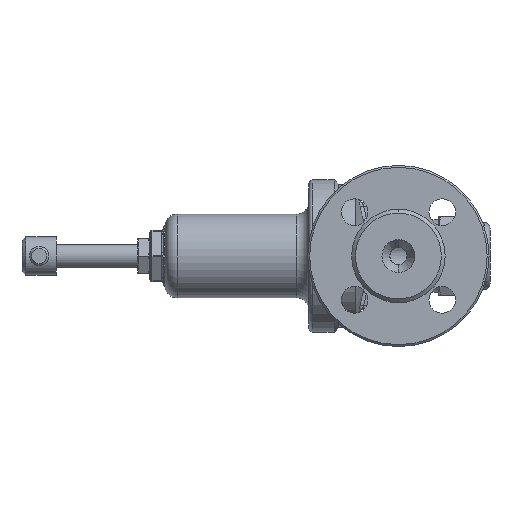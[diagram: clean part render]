
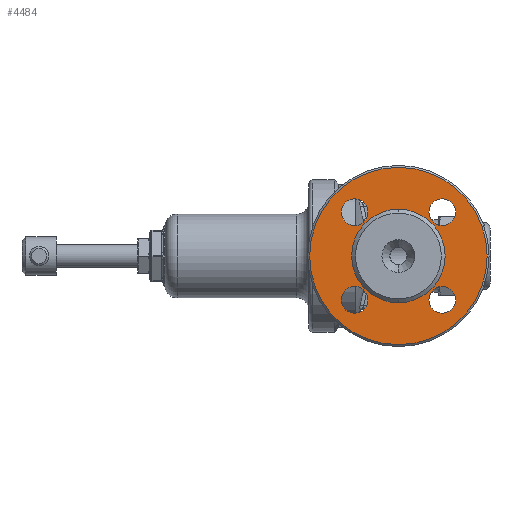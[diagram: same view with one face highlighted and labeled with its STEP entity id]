
A CAD part, left-side view. The second image highlights one B-rep face of the part: STEP entity #4484.
In plain terms, the highlighted planar face has unit normal (-1, 0, 0).
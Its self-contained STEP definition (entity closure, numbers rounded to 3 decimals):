
#629 = EDGE_CURVE ( 'NONE', #10763, #14142, #8125, .T. ) ;
#1072 = EDGE_CURVE ( 'NONE', #14142, #10763, #7911, .T. ) ;
#1088 = ORIENTED_EDGE ( 'NONE', *, *, #7417, .T. ) ;
#1204 = EDGE_CURVE ( 'NONE', #7228, #2444, #11272, .T. ) ;
#1211 = EDGE_LOOP ( 'NONE', ( #7107, #4122 ) ) ;
#1362 = EDGE_LOOP ( 'NONE', ( #1088, #12137 ) ) ;
#1734 = FACE_BOUND ( 'NONE', #1362, .T. ) ;
#1826 = DIRECTION ( 'NONE',  ( 0., 0., 1. ) ) ;
#1995 = EDGE_LOOP ( 'NONE', ( #10046, #11333 ) ) ;
#1999 = FACE_OUTER_BOUND ( 'NONE', #4800, .T. ) ;
#2196 = FACE_BOUND ( 'NONE', #16142, .T. ) ;
#2419 = EDGE_CURVE ( 'NONE', #7036, #4415, #17438, .T. ) ;
#2444 = VERTEX_POINT ( 'NONE', #7852 ) ;
#2630 = FACE_BOUND ( 'NONE', #1211, .T. ) ;
#2861 = AXIS2_PLACEMENT_3D ( 'NONE', #16169, #7128, #12156 ) ;
#2899 = FACE_BOUND ( 'NONE', #14236, .T. ) ;
#2938 = AXIS2_PLACEMENT_3D ( 'NONE', #14731, #14709, #14664 ) ;
#3422 = DIRECTION ( 'NONE',  ( 0., 0., 1. ) ) ;
#3462 = DIRECTION ( 'NONE',  ( 1., 0., 0. ) ) ;
#3470 = CARTESIAN_POINT ( 'NONE',  ( -63., 22.981, 22.981 ) ) ;
#3509 = PLANE ( 'NONE',  #7281 ) ;
#3602 = DIRECTION ( 'NONE',  ( 0., 0., 1. ) ) ;
#3653 = DIRECTION ( 'NONE',  ( 1., 0., 0. ) ) ;
#3669 = CARTESIAN_POINT ( 'NONE',  ( -63., 22.981, -22.981 ) ) ;
#3788 = CARTESIAN_POINT ( 'NONE',  ( -63., 24.5, 0. ) ) ;
#4087 = VERTEX_POINT ( 'NONE', #17235 ) ;
#4109 = CIRCLE ( 'NONE', #14744, 7. ) ;
#4122 = ORIENTED_EDGE ( 'NONE', *, *, #2419, .T. ) ;
#4248 = CARTESIAN_POINT ( 'NONE',  ( -63., -22.981, -15.981 ) ) ;
#4405 = AXIS2_PLACEMENT_3D ( 'NONE', #11951, #12151, #13678 ) ;
#4415 = VERTEX_POINT ( 'NONE', #9122 ) ;
#4484 = ADVANCED_FACE ( 'NONE', ( #1734, #2196, #2899, #2630, #1999, #16426 ), #3509, .T. ) ;
#4634 = AXIS2_PLACEMENT_3D ( 'NONE', #3669, #3653, #3602 ) ;
#4800 = EDGE_LOOP ( 'NONE', ( #10940, #8142 ) ) ;
#5247 = AXIS2_PLACEMENT_3D ( 'NONE', #7303, #7306, #7322 ) ;
#5251 = EDGE_CURVE ( 'NONE', #16026, #4087, #8670, .T. ) ;
#5273 = CARTESIAN_POINT ( 'NONE',  ( -63., -22.981, 15.981 ) ) ;
#5633 = AXIS2_PLACEMENT_3D ( 'NONE', #6141, #6087, #6082 ) ;
#5708 = VERTEX_POINT ( 'NONE', #5909 ) ;
#5789 = CARTESIAN_POINT ( 'NONE',  ( -63., 22.981, -15.981 ) ) ;
#5827 = ORIENTED_EDGE ( 'NONE', *, *, #9642, .T. ) ;
#5909 = CARTESIAN_POINT ( 'NONE',  ( -63., -22.981, 29.981 ) ) ;
#6024 = VERTEX_POINT ( 'NONE', #5273 ) ;
#6082 = DIRECTION ( 'NONE',  ( 0., 0., 1. ) ) ;
#6087 = DIRECTION ( 'NONE',  ( 1., 0., 0. ) ) ;
#6141 = CARTESIAN_POINT ( 'NONE',  ( -63., -22.981, -22.981 ) ) ;
#6235 = AXIS2_PLACEMENT_3D ( 'NONE', #16475, #14139, #13829 ) ;
#6600 = CARTESIAN_POINT ( 'NONE',  ( -63., 0., 24.5 ) ) ;
#6858 = CARTESIAN_POINT ( 'NONE',  ( -63., 0., 46.5 ) ) ;
#7036 = VERTEX_POINT ( 'NONE', #7831 ) ;
#7107 = ORIENTED_EDGE ( 'NONE', *, *, #7437, .T. ) ;
#7111 = EDGE_CURVE ( 'NONE', #5708, #6024, #7357, .T. ) ;
#7128 = DIRECTION ( 'NONE',  ( -1., 0., 0. ) ) ;
#7228 = VERTEX_POINT ( 'NONE', #6600 ) ;
#7281 = AXIS2_PLACEMENT_3D ( 'NONE', #3788, #13495, #1826 ) ;
#7303 = CARTESIAN_POINT ( 'NONE',  ( -63., -22.981, 22.981 ) ) ;
#7306 = DIRECTION ( 'NONE',  ( 1., 0., 0. ) ) ;
#7322 = DIRECTION ( 'NONE',  ( 0., 0., 1. ) ) ;
#7357 = CIRCLE ( 'NONE', #5247, 7. ) ;
#7417 = EDGE_CURVE ( 'NONE', #11911, #13423, #15091, .T. ) ;
#7437 = EDGE_CURVE ( 'NONE', #4415, #7036, #4109, .T. ) ;
#7702 = AXIS2_PLACEMENT_3D ( 'NONE', #17760, #7909, #17455 ) ;
#7831 = CARTESIAN_POINT ( 'NONE',  ( -63., 22.981, 29.981 ) ) ;
#7852 = CARTESIAN_POINT ( 'NONE',  ( -63., 0., -24.5 ) ) ;
#7909 = DIRECTION ( 'NONE',  ( 1., 0., 0. ) ) ;
#7910 = CARTESIAN_POINT ( 'NONE',  ( -63., 22.981, 22.981 ) ) ;
#7911 = CIRCLE ( 'NONE', #2861, 46.5 ) ;
#7930 = DIRECTION ( 'NONE',  ( 1., 0., 0. ) ) ;
#7949 = DIRECTION ( 'NONE',  ( 0., 0., 1. ) ) ;
#8119 = CIRCLE ( 'NONE', #7702, 7. ) ;
#8125 = CIRCLE ( 'NONE', #2938, 46.5 ) ;
#8142 = ORIENTED_EDGE ( 'NONE', *, *, #629, .T. ) ;
#8258 = DIRECTION ( 'NONE',  ( 0., 0., 1. ) ) ;
#8644 = AXIS2_PLACEMENT_3D ( 'NONE', #12042, #16529, #8258 ) ;
#8670 = CIRCLE ( 'NONE', #4405, 7. ) ;
#9122 = CARTESIAN_POINT ( 'NONE',  ( -63., 22.981, 15.981 ) ) ;
#9510 = EDGE_CURVE ( 'NONE', #6024, #5708, #16097, .T. ) ;
#9642 = EDGE_CURVE ( 'NONE', #4087, #16026, #12503, .T. ) ;
#10046 = ORIENTED_EDGE ( 'NONE', *, *, #12506, .F. ) ;
#10146 = DIRECTION ( 'NONE',  ( 0., 0., 1. ) ) ;
#10162 = ORIENTED_EDGE ( 'NONE', *, *, #7111, .T. ) ;
#10163 = DIRECTION ( 'NONE',  ( -1., 0., 0. ) ) ;
#10197 = CARTESIAN_POINT ( 'NONE',  ( -63., 0., 0. ) ) ;
#10763 = VERTEX_POINT ( 'NONE', #6858 ) ;
#10940 = ORIENTED_EDGE ( 'NONE', *, *, #1072, .T. ) ;
#11272 = CIRCLE ( 'NONE', #8644, 24.5 ) ;
#11285 = CARTESIAN_POINT ( 'NONE',  ( -63., 0., -46.5 ) ) ;
#11333 = ORIENTED_EDGE ( 'NONE', *, *, #1204, .F. ) ;
#11911 = VERTEX_POINT ( 'NONE', #16880 ) ;
#11951 = CARTESIAN_POINT ( 'NONE',  ( -63., -22.981, -22.981 ) ) ;
#12042 = CARTESIAN_POINT ( 'NONE',  ( -63., 0., 0. ) ) ;
#12137 = ORIENTED_EDGE ( 'NONE', *, *, #17382, .T. ) ;
#12151 = DIRECTION ( 'NONE',  ( 1., 0., 0. ) ) ;
#12156 = DIRECTION ( 'NONE',  ( 0., 0., 1. ) ) ;
#12503 = CIRCLE ( 'NONE', #5633, 7. ) ;
#12506 = EDGE_CURVE ( 'NONE', #2444, #7228, #17104, .T. ) ;
#12605 = AXIS2_PLACEMENT_3D ( 'NONE', #10197, #10163, #10146 ) ;
#13423 = VERTEX_POINT ( 'NONE', #5789 ) ;
#13495 = DIRECTION ( 'NONE',  ( -1., 0., 0. ) ) ;
#13678 = DIRECTION ( 'NONE',  ( 0., 0., 1. ) ) ;
#13829 = DIRECTION ( 'NONE',  ( 0., 0., 1. ) ) ;
#14139 = DIRECTION ( 'NONE',  ( 1., 0., 0. ) ) ;
#14142 = VERTEX_POINT ( 'NONE', #11285 ) ;
#14236 = EDGE_LOOP ( 'NONE', ( #16286, #10162 ) ) ;
#14664 = DIRECTION ( 'NONE',  ( 0., 0., 1. ) ) ;
#14709 = DIRECTION ( 'NONE',  ( -1., 0., 0. ) ) ;
#14731 = CARTESIAN_POINT ( 'NONE',  ( -63., 0., 0. ) ) ;
#14744 = AXIS2_PLACEMENT_3D ( 'NONE', #3470, #3462, #3422 ) ;
#15091 = CIRCLE ( 'NONE', #4634, 7. ) ;
#15097 = ORIENTED_EDGE ( 'NONE', *, *, #5251, .T. ) ;
#16026 = VERTEX_POINT ( 'NONE', #4248 ) ;
#16097 = CIRCLE ( 'NONE', #6235, 7. ) ;
#16142 = EDGE_LOOP ( 'NONE', ( #5827, #15097 ) ) ;
#16169 = CARTESIAN_POINT ( 'NONE',  ( -63., 0., 0. ) ) ;
#16286 = ORIENTED_EDGE ( 'NONE', *, *, #9510, .T. ) ;
#16426 = FACE_BOUND ( 'NONE', #1995, .T. ) ;
#16475 = CARTESIAN_POINT ( 'NONE',  ( -63., -22.981, 22.981 ) ) ;
#16529 = DIRECTION ( 'NONE',  ( -1., 0., 0. ) ) ;
#16880 = CARTESIAN_POINT ( 'NONE',  ( -63., 22.981, -29.981 ) ) ;
#17104 = CIRCLE ( 'NONE', #12605, 24.5 ) ;
#17235 = CARTESIAN_POINT ( 'NONE',  ( -63., -22.981, -29.981 ) ) ;
#17382 = EDGE_CURVE ( 'NONE', #13423, #11911, #8119, .T. ) ;
#17438 = CIRCLE ( 'NONE', #17606, 7. ) ;
#17455 = DIRECTION ( 'NONE',  ( 0., 0., 1. ) ) ;
#17606 = AXIS2_PLACEMENT_3D ( 'NONE', #7910, #7930, #7949 ) ;
#17760 = CARTESIAN_POINT ( 'NONE',  ( -63., 22.981, -22.981 ) ) ;
